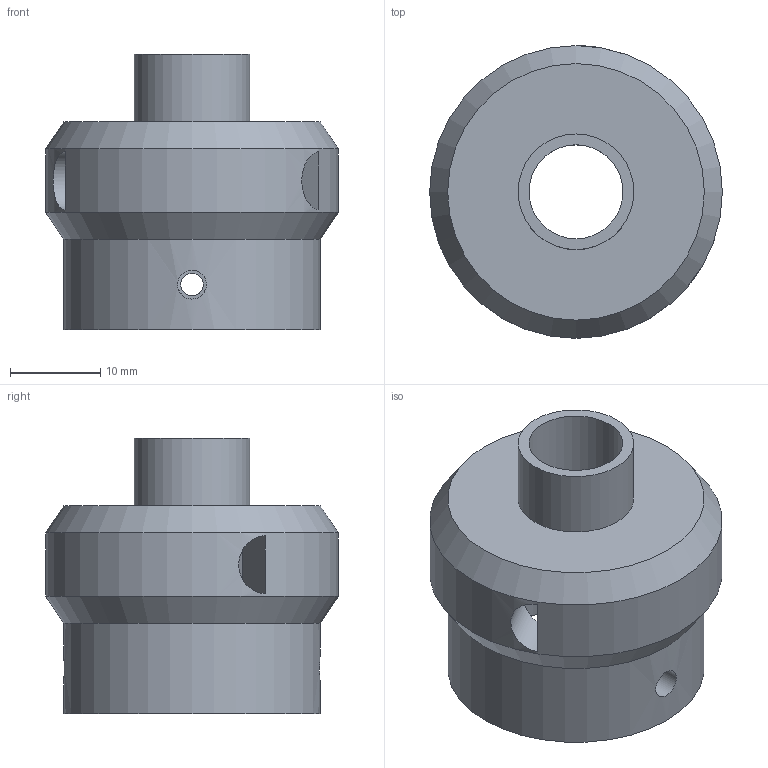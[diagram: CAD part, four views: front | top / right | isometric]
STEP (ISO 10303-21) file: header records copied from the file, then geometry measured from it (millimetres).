
FILE_DESCRIPTION( ( '' ), ' ' );
FILE_NAME( '5b2228429d022b0fc01748ad.step', '2018-06-14T08:33:07', ( '' ), ( '' ), ' ', ' ', ' ' );
FILE_SCHEMA( ( 'AUTOMOTIVE_DESIGN { 1 0 10303 214 1 1 1 1 }' ) );
Length unit declared in the file: metre
Products named in the file (1): Rotor
Bounding box: 32.4 x 32.4 x 30.5 mm (x, y, z)
Volume: 8167.7 mm3; surface area: 5650.8 mm2
Topology: 1 solids, 1 shells, 21 faces, 45 edges, 29 vertices
Faces by surface type: cylinder 11, plane 8, cone 2
Full cylindrical faces by diameter (mm): 2.5 x1, 3.2 x1, 10.4 x1, 12.8 x1, 19.4 x1, 22.4 x1, 28.4 x1, 32.4 x1
Entity records: 1084 total; most frequent: CARTESIAN_POINT 464, DIRECTION 82, ORIENTED_EDGE 70, EDGE_LOOP 46, AXIS2_PLACEMENT_3D 35, EDGE_CURVE 35, FACE_OUTER_BOUND 29, VERTEX_POINT 29
